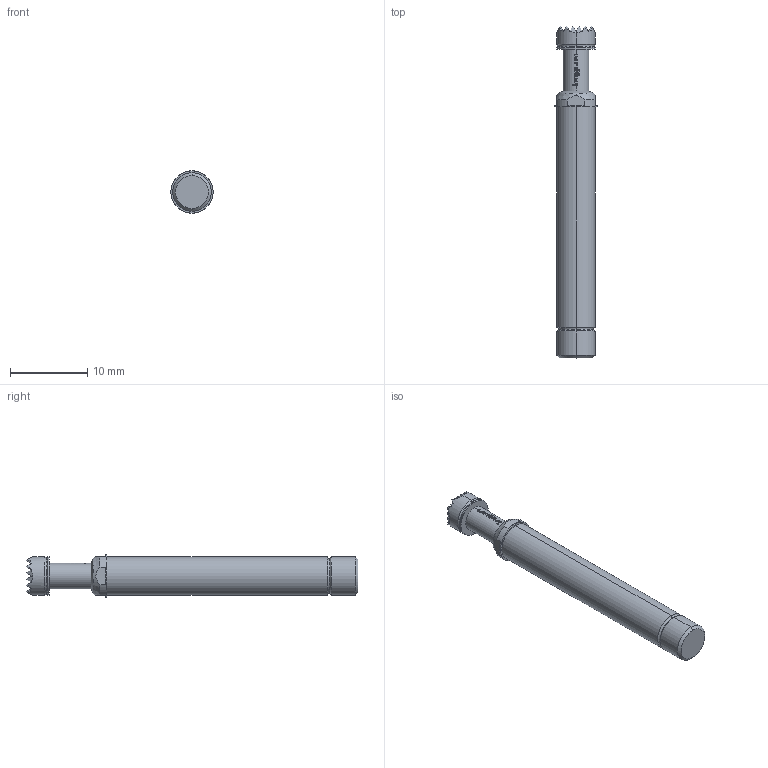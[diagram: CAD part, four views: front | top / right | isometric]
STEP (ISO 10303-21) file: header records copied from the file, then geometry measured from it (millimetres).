
FILE_DESCRIPTION (( 'STEP AP203' ), '1' );
FILE_NAME ('INGUN_HSS-621_306_500_A_xx02_M.STEP', '2022-05-19T07:23:51', ( 'ochi' ), ( '' ), 'SwSTEP 2.0', 'SolidWorks 2018', '' );
FILE_SCHEMA (( 'CONFIG_CONTROL_DESIGN' ));
Length unit declared in the file: millimetre
Products named in the file (1): INGUN_HSS-621_306_500_A_xx02_M
Bounding box: 5.5 x 43.1 x 5.5 mm (x, y, z)
Volume: 775 mm3; surface area: 723.1 mm2
Topology: 1 solids, 1 shells, 241 faces, 533 edges, 297 vertices
Faces by surface type: plane 183, bspline 22, cylinder 22, torus 8, cone 6
Entity records: 6772 total; most frequent: CARTESIAN_POINT 1784, ORIENTED_EDGE 1066, DIRECTION 939, EDGE_CURVE 533, AXIS2_PLACEMENT_3D 324, VERTEX_POINT 297, VECTOR 291, LINE 291
